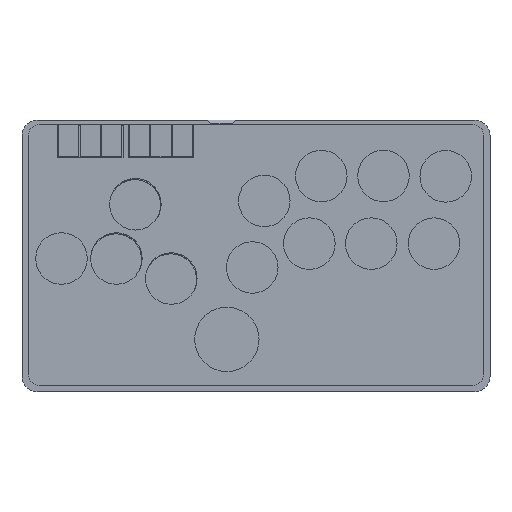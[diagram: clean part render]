
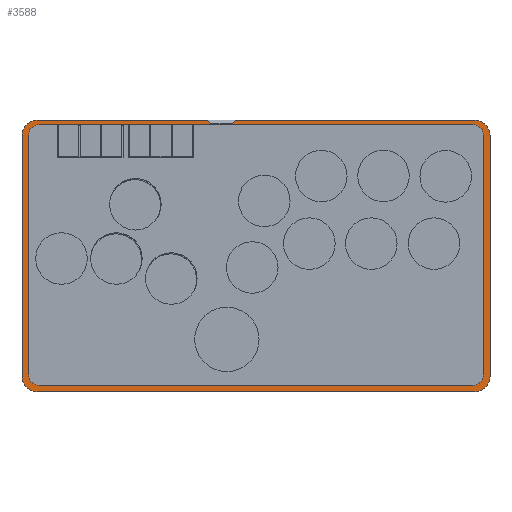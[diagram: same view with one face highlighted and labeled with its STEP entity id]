
A CAD part, top view. The second image highlights one B-rep face of the part: STEP entity #3588.
In plain terms, the highlighted planar face has unit normal (0, 0, 1).
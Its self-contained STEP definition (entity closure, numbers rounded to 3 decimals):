
#219=PLANE('',#3980);
#410=FACE_OUTER_BOUND('',#704,.T.);
#704=EDGE_LOOP('',(#3160,#3161,#3162,#3163,#3164,#3165,#3166,#3167,#3168,
#3169,#3170,#3171,#3172,#3173,#3174,#3175,#3176,#3177,#3178,#3179,#3180,
#3181));
#981=LINE('',#5904,#1292);
#985=LINE('',#5913,#1296);
#990=LINE('',#5922,#1301);
#994=LINE('',#5929,#1305);
#997=LINE('',#5935,#1308);
#1015=LINE('',#6022,#1326);
#1019=LINE('',#6030,#1330);
#1022=LINE('',#6034,#1333);
#1023=LINE('',#6039,#1334);
#1024=LINE('',#6043,#1335);
#1025=LINE('',#6047,#1336);
#1026=LINE('',#6052,#1337);
#1027=LINE('',#6056,#1338);
#1028=LINE('',#6060,#1339);
#1292=VECTOR('',#4841,10.);
#1296=VECTOR('',#4847,10.);
#1301=VECTOR('',#4856,10.);
#1305=VECTOR('',#4860,10.);
#1308=VECTOR('',#4865,10.);
#1326=VECTOR('',#4965,10.);
#1330=VECTOR('',#4973,10.);
#1333=VECTOR('',#4976,10.);
#1334=VECTOR('',#4981,10.);
#1335=VECTOR('',#4984,10.);
#1336=VECTOR('',#4987,10.);
#1337=VECTOR('',#4992,10.);
#1338=VECTOR('',#4995,10.);
#1339=VECTOR('',#4998,10.);
#1538=CIRCLE('',#3981,7.);
#1539=CIRCLE('',#3982,7.);
#1540=CIRCLE('',#3983,7.);
#1541=CIRCLE('',#3984,7.);
#1542=CIRCLE('',#3985,5.);
#1543=CIRCLE('',#3986,5.);
#1544=CIRCLE('',#3987,5.);
#1545=CIRCLE('',#3988,5.);
#1805=VERTEX_POINT('',#5901);
#1806=VERTEX_POINT('',#5903);
#1809=VERTEX_POINT('',#5910);
#1810=VERTEX_POINT('',#5912);
#1812=VERTEX_POINT('',#5921);
#1815=VERTEX_POINT('',#5927);
#1817=VERTEX_POINT('',#5933);
#1845=VERTEX_POINT('',#6021);
#1847=VERTEX_POINT('',#6029);
#1848=VERTEX_POINT('',#6032);
#1849=VERTEX_POINT('',#6036);
#1850=VERTEX_POINT('',#6038);
#1851=VERTEX_POINT('',#6040);
#1852=VERTEX_POINT('',#6042);
#1853=VERTEX_POINT('',#6044);
#1854=VERTEX_POINT('',#6046);
#1855=VERTEX_POINT('',#6049);
#1856=VERTEX_POINT('',#6051);
#1857=VERTEX_POINT('',#6053);
#1858=VERTEX_POINT('',#6055);
#1859=VERTEX_POINT('',#6057);
#1860=VERTEX_POINT('',#6059);
#2236=EDGE_CURVE('',#1805,#1806,#981,.T.);
#2240=EDGE_CURVE('',#1809,#1810,#985,.T.);
#2245=EDGE_CURVE('',#1812,#1810,#990,.T.);
#2249=EDGE_CURVE('',#1805,#1815,#994,.T.);
#2252=EDGE_CURVE('',#1809,#1817,#997,.T.);
#2295=EDGE_CURVE('',#1845,#1806,#1015,.T.);
#2299=EDGE_CURVE('',#1847,#1845,#1019,.T.);
#2302=EDGE_CURVE('',#1817,#1848,#1022,.T.);
#2303=EDGE_CURVE('',#1815,#1849,#1538,.T.);
#2304=EDGE_CURVE('',#1849,#1850,#1023,.T.);
#2305=EDGE_CURVE('',#1850,#1851,#1539,.T.);
#2306=EDGE_CURVE('',#1851,#1852,#1024,.T.);
#2307=EDGE_CURVE('',#1852,#1853,#1540,.T.);
#2308=EDGE_CURVE('',#1853,#1854,#1025,.T.);
#2309=EDGE_CURVE('',#1854,#1812,#1541,.T.);
#2310=EDGE_CURVE('',#1848,#1855,#1542,.T.);
#2311=EDGE_CURVE('',#1855,#1856,#1026,.T.);
#2312=EDGE_CURVE('',#1856,#1857,#1543,.T.);
#2313=EDGE_CURVE('',#1857,#1858,#1027,.T.);
#2314=EDGE_CURVE('',#1858,#1859,#1544,.T.);
#2315=EDGE_CURVE('',#1859,#1860,#1028,.T.);
#2316=EDGE_CURVE('',#1860,#1847,#1545,.T.);
#3160=ORIENTED_EDGE('',*,*,#2236,.F.);
#3161=ORIENTED_EDGE('',*,*,#2249,.T.);
#3162=ORIENTED_EDGE('',*,*,#2303,.T.);
#3163=ORIENTED_EDGE('',*,*,#2304,.T.);
#3164=ORIENTED_EDGE('',*,*,#2305,.T.);
#3165=ORIENTED_EDGE('',*,*,#2306,.T.);
#3166=ORIENTED_EDGE('',*,*,#2307,.T.);
#3167=ORIENTED_EDGE('',*,*,#2308,.T.);
#3168=ORIENTED_EDGE('',*,*,#2309,.T.);
#3169=ORIENTED_EDGE('',*,*,#2245,.T.);
#3170=ORIENTED_EDGE('',*,*,#2240,.F.);
#3171=ORIENTED_EDGE('',*,*,#2252,.T.);
#3172=ORIENTED_EDGE('',*,*,#2302,.T.);
#3173=ORIENTED_EDGE('',*,*,#2310,.T.);
#3174=ORIENTED_EDGE('',*,*,#2311,.T.);
#3175=ORIENTED_EDGE('',*,*,#2312,.T.);
#3176=ORIENTED_EDGE('',*,*,#2313,.T.);
#3177=ORIENTED_EDGE('',*,*,#2314,.T.);
#3178=ORIENTED_EDGE('',*,*,#2315,.T.);
#3179=ORIENTED_EDGE('',*,*,#2316,.T.);
#3180=ORIENTED_EDGE('',*,*,#2299,.T.);
#3181=ORIENTED_EDGE('',*,*,#2295,.T.);
#3588=ADVANCED_FACE('',(#410),#219,.F.);
#3980=AXIS2_PLACEMENT_3D('',#6035,#4977,#4978);
#3981=AXIS2_PLACEMENT_3D('',#6037,#4979,#4980);
#3982=AXIS2_PLACEMENT_3D('',#6041,#4982,#4983);
#3983=AXIS2_PLACEMENT_3D('',#6045,#4985,#4986);
#3984=AXIS2_PLACEMENT_3D('',#6048,#4988,#4989);
#3985=AXIS2_PLACEMENT_3D('',#6050,#4990,#4991);
#3986=AXIS2_PLACEMENT_3D('',#6054,#4993,#4994);
#3987=AXIS2_PLACEMENT_3D('',#6058,#4996,#4997);
#3988=AXIS2_PLACEMENT_3D('',#6061,#4999,#5000);
#4841=DIRECTION('',(0.707,-0.707,0.));
#4847=DIRECTION('',(0.707,0.707,0.));
#4856=DIRECTION('',(-1.,0.,0.));
#4860=DIRECTION('',(-1.,0.,0.));
#4865=DIRECTION('',(0.,-1.,0.));
#4965=DIRECTION('',(0.,1.,0.));
#4973=DIRECTION('',(1.,0.,0.));
#4976=DIRECTION('',(1.,0.,0.));
#4977=DIRECTION('center_axis',(0.,0.,-1.));
#4978=DIRECTION('ref_axis',(-1.,0.,0.));
#4979=DIRECTION('center_axis',(0.,0.,1.));
#4980=DIRECTION('ref_axis',(0.,1.,0.));
#4981=DIRECTION('',(0.,-1.,0.));
#4982=DIRECTION('center_axis',(0.,0.,1.));
#4983=DIRECTION('ref_axis',(-1.,0.,0.));
#4984=DIRECTION('',(1.,0.,0.));
#4985=DIRECTION('center_axis',(0.,0.,1.));
#4986=DIRECTION('ref_axis',(0.,-1.,0.));
#4987=DIRECTION('',(0.,1.,0.));
#4988=DIRECTION('center_axis',(0.,0.,1.));
#4989=DIRECTION('ref_axis',(1.,0.,0.));
#4990=DIRECTION('center_axis',(0.,0.,-1.));
#4991=DIRECTION('ref_axis',(1.,0.,0.));
#4992=DIRECTION('',(0.,-1.,0.));
#4993=DIRECTION('center_axis',(0.,0.,-1.));
#4994=DIRECTION('ref_axis',(0.,-1.,0.));
#4995=DIRECTION('',(-1.,0.,0.));
#4996=DIRECTION('center_axis',(0.,0.,-1.));
#4997=DIRECTION('ref_axis',(-1.,0.,0.));
#4998=DIRECTION('',(0.,1.,0.));
#4999=DIRECTION('center_axis',(0.,0.,-1.));
#5000=DIRECTION('ref_axis',(0.,1.,0.));
#5901=CARTESIAN_POINT('',(122.53,-27.6,4.6));
#5903=CARTESIAN_POINT('',(123.93,-29.,4.6));
#5904=CARTESIAN_POINT('',(144.297,-49.368,4.6));
#5910=CARTESIAN_POINT('',(133.97,-29.,4.6));
#5912=CARTESIAN_POINT('',(135.37,-27.6,4.6));
#5913=CARTESIAN_POINT('',(121.627,-41.342,4.6));
#5921=CARTESIAN_POINT('',(247.,-27.6,4.6));
#5922=CARTESIAN_POINT('',(196.,-27.6,4.6));
#5927=CARTESIAN_POINT('',(43.,-27.6,4.6));
#5929=CARTESIAN_POINT('',(196.,-27.6,4.6));
#5933=CARTESIAN_POINT('',(133.97,-29.6,4.6));
#5935=CARTESIAN_POINT('',(133.97,-59.2,4.6));
#6021=CARTESIAN_POINT('',(123.93,-29.6,4.6));
#6022=CARTESIAN_POINT('',(123.93,-60.2,4.6));
#6029=CARTESIAN_POINT('',(44.,-29.6,4.6));
#6030=CARTESIAN_POINT('',(94.5,-29.6,4.6));
#6032=CARTESIAN_POINT('',(246.,-29.6,4.6));
#6034=CARTESIAN_POINT('',(94.5,-29.6,4.6));
#6035=CARTESIAN_POINT('Origin',(145.,-90.8,4.6));
#6036=CARTESIAN_POINT('',(36.,-34.6,4.6));
#6037=CARTESIAN_POINT('Origin',(43.,-34.6,4.6));
#6038=CARTESIAN_POINT('',(36.,-147.,4.6));
#6039=CARTESIAN_POINT('',(36.,-62.7,4.6));
#6040=CARTESIAN_POINT('',(43.,-154.,4.6));
#6041=CARTESIAN_POINT('Origin',(43.,-147.,4.6));
#6042=CARTESIAN_POINT('',(247.,-154.,4.6));
#6043=CARTESIAN_POINT('',(94.,-154.,4.6));
#6044=CARTESIAN_POINT('',(254.,-147.,4.6));
#6045=CARTESIAN_POINT('Origin',(247.,-147.,4.6));
#6046=CARTESIAN_POINT('',(254.,-34.6,4.6));
#6047=CARTESIAN_POINT('',(254.,-118.9,4.6));
#6048=CARTESIAN_POINT('Origin',(247.,-34.6,4.6));
#6049=CARTESIAN_POINT('',(251.,-34.6,4.6));
#6050=CARTESIAN_POINT('Origin',(246.,-34.6,4.6));
#6051=CARTESIAN_POINT('',(251.,-146.,4.6));
#6052=CARTESIAN_POINT('',(251.,-62.7,4.6));
#6053=CARTESIAN_POINT('',(246.,-151.,4.6));
#6054=CARTESIAN_POINT('Origin',(246.,-146.,4.6));
#6055=CARTESIAN_POINT('',(44.,-151.,4.6));
#6056=CARTESIAN_POINT('',(195.5,-151.,4.6));
#6057=CARTESIAN_POINT('',(39.,-146.,4.6));
#6058=CARTESIAN_POINT('Origin',(44.,-146.,4.6));
#6059=CARTESIAN_POINT('',(39.,-34.6,4.6));
#6060=CARTESIAN_POINT('',(39.,-118.4,4.6));
#6061=CARTESIAN_POINT('Origin',(44.,-34.6,4.6));
